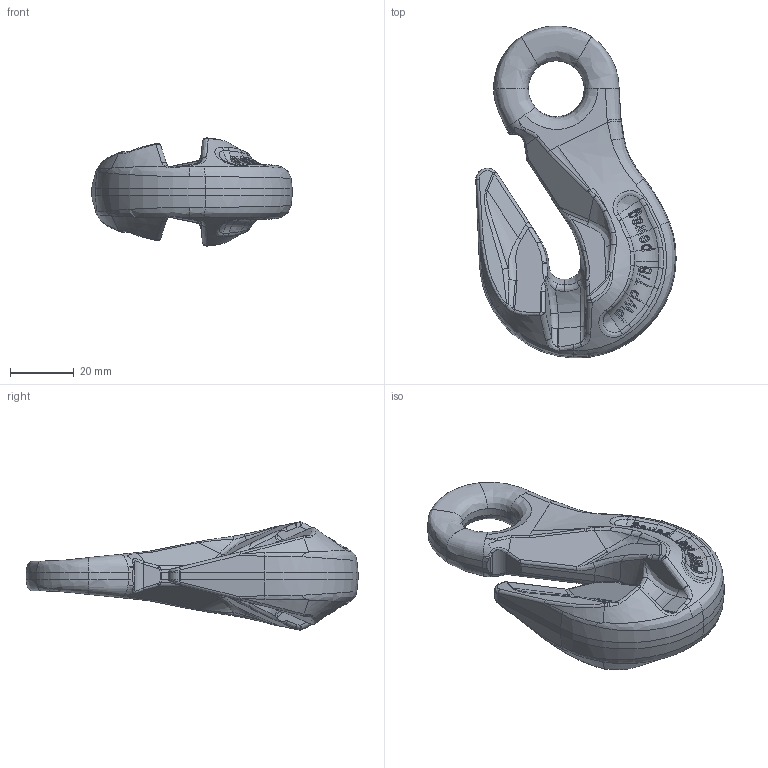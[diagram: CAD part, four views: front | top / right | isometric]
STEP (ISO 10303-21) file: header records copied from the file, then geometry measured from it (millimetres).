
FILE_DESCRIPTION(('STEP AP203'),'1');
FILE_NAME('pwp_7_8.stp','2018-11-19T12:45:04',('TraceParts'),('TraceParts S.A.'),'Spatial InterOp 3D',' ',' ');
FILE_SCHEMA(('CONFIG_CONTROL_DESIGN'));
Length unit declared in the file: millimetre
Products named in the file (1): 1
Bounding box: 62.64 x 103.79 x 33.82 mm (x, y, z)
Volume: 60287.1 mm3; surface area: 13287.5 mm2
Topology: 1 solids, 2 shells, 563 faces, 1498 edges, 935 vertices
Faces by surface type: bspline 190, plane 110, extrusion 110, cylinder 72, torus 53, cone 20, sphere 8
Entity records: 29698 total; most frequent: CARTESIAN_POINT 18147, ORIENTED_EDGE 2968, EDGE_CURVE 1484, DIRECTION 1446, B_SPLINE_CURVE_WITH_KNOTS 1023, VERTEX_POINT 935, EDGE_LOOP 575, ADVANCED_FACE 563
